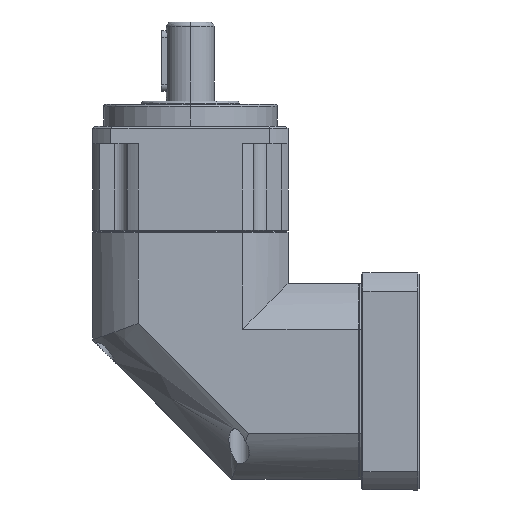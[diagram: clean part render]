
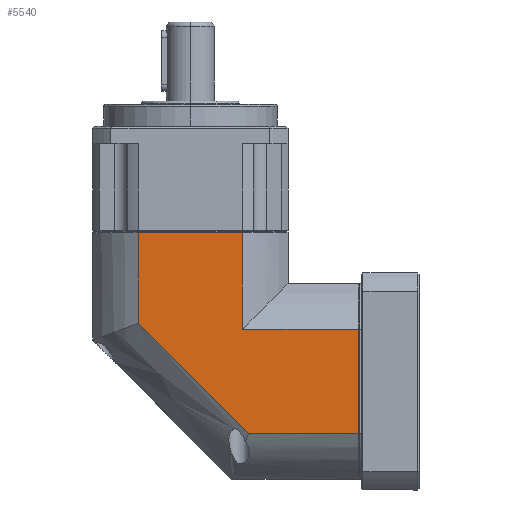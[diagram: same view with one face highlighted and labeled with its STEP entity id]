
A CAD part, left-side view. The second image highlights one B-rep face of the part: STEP entity #5540.
In plain terms, the highlighted face is planar.
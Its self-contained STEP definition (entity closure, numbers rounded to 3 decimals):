
#1099 = EDGE_CURVE ( 'NONE', #1180, #20556, #5030, .T. ) ;
#1180 = VERTEX_POINT ( 'NONE', #7452 ) ;
#1247 = VECTOR ( 'NONE', #6698, 1000. ) ;
#1323 = ORIENTED_EDGE ( 'NONE', *, *, #5377, .F. ) ;
#1444 = ORIENTED_EDGE ( 'NONE', *, *, #8289, .F. ) ;
#1512 = VECTOR ( 'NONE', #4166, 1000. ) ;
#1775 = FACE_OUTER_BOUND ( 'NONE', #2708, .T. ) ;
#2091 = VERTEX_POINT ( 'NONE', #6341 ) ;
#2708 = EDGE_LOOP ( 'NONE', ( #8412, #1444, #5909, #1323, #10495, #22613, #15590, #8025 ) ) ;
#2864 = VECTOR ( 'NONE', #12502, 1000. ) ;
#3048 = DIRECTION ( 'NONE',  ( 0., -1., 0. ) ) ;
#3961 = B_SPLINE_CURVE_WITH_KNOTS ( 'NONE', 3,
 ( #21484, #9208, #16272, #5675 ),
 .UNSPECIFIED., .F., .F.,
 ( 4, 4 ),
 ( 0., 1. ),
 .UNSPECIFIED. ) ;
#4166 = DIRECTION ( 'NONE',  ( 0., -1., 0. ) ) ;
#4417 = VECTOR ( 'NONE', #18085, 1000. ) ;
#5030 = LINE ( 'NONE', #9333, #14508 ) ;
#5377 = EDGE_CURVE ( 'NONE', #2091, #14107, #19865, .T. ) ;
#5540 = ADVANCED_FACE ( 'NONE', ( #1775 ), #6387, .F. ) ;
#5650 = EDGE_CURVE ( 'NONE', #19978, #18617, #20402, .T. ) ;
#5675 = CARTESIAN_POINT ( 'NONE',  ( 45.1, -69., 0. ) ) ;
#5909 = ORIENTED_EDGE ( 'NONE', *, *, #15688, .F. ) ;
#6242 = CARTESIAN_POINT ( 'NONE',  ( 45.1, -90., 0. ) ) ;
#6341 = CARTESIAN_POINT ( 'NONE',  ( 0.5, -21., 0. ) ) ;
#6387 = PLANE ( 'NONE',  #17493 ) ;
#6447 = CARTESIAN_POINT ( 'NONE',  ( 42.357, -21., 0. ) ) ;
#6698 = DIRECTION ( 'NONE',  ( -1., 0., 0. ) ) ;
#6922 = CARTESIAN_POINT ( 'NONE',  ( 45.1, -69., 0. ) ) ;
#7134 = VERTEX_POINT ( 'NONE', #19914 ) ;
#7452 = CARTESIAN_POINT ( 'NONE',  ( 93.1, -71.743, 0. ) ) ;
#7918 = CARTESIAN_POINT ( 'NONE',  ( 0.5, -60.5, 0. ) ) ;
#8025 = ORIENTED_EDGE ( 'NONE', *, *, #11695, .F. ) ;
#8289 = EDGE_CURVE ( 'NONE', #8942, #19978, #9303, .T. ) ;
#8412 = ORIENTED_EDGE ( 'NONE', *, *, #5650, .F. ) ;
#8715 = CARTESIAN_POINT ( 'NONE',  ( 45.1, -90., 0. ) ) ;
#8942 = VERTEX_POINT ( 'NONE', #11046 ) ;
#9208 = CARTESIAN_POINT ( 'NONE',  ( 15.367, -69., 0. ) ) ;
#9303 = B_SPLINE_CURVE_WITH_KNOTS ( 'NONE', 3,
 ( #6922, #17488, #19226, #8715 ),
 .UNSPECIFIED., .F., .F.,
 ( 4, 4 ),
 ( 0., 1. ),
 .UNSPECIFIED. ) ;
#9333 = CARTESIAN_POINT ( 'NONE',  ( 93.1, -71.743, 0. ) ) ;
#9750 = DIRECTION ( 'NONE',  ( -0.707, 0.707, 0. ) ) ;
#9878 = CARTESIAN_POINT ( 'NONE',  ( 45.1, -122.5, 0. ) ) ;
#10095 = DIRECTION ( 'NONE',  ( 0., 0., 1. ) ) ;
#10495 = ORIENTED_EDGE ( 'NONE', *, *, #17492, .F. ) ;
#10872 = LINE ( 'NONE', #20700, #1247 ) ;
#11046 = CARTESIAN_POINT ( 'NONE',  ( 45.1, -69., 0. ) ) ;
#11242 = CARTESIAN_POINT ( 'NONE',  ( 93.1, -60.5, 0. ) ) ;
#11695 = EDGE_CURVE ( 'NONE', #18617, #7134, #16515, .T. ) ;
#12041 = CARTESIAN_POINT ( 'NONE',  ( 45.1, -60.5, 0. ) ) ;
#12502 = DIRECTION ( 'NONE',  ( 1., 0., 0. ) ) ;
#14107 = VERTEX_POINT ( 'NONE', #14439 ) ;
#14439 = CARTESIAN_POINT ( 'NONE',  ( 0.5, -69., 0. ) ) ;
#14508 = VECTOR ( 'NONE', #9750, 1000. ) ;
#15590 = ORIENTED_EDGE ( 'NONE', *, *, #22082, .F. ) ;
#15688 = EDGE_CURVE ( 'NONE', #14107, #8942, #3961, .T. ) ;
#15763 = VECTOR ( 'NONE', #3048, 1000. ) ;
#16272 = CARTESIAN_POINT ( 'NONE',  ( 30.233, -69., 0. ) ) ;
#16515 = LINE ( 'NONE', #22927, #2864 ) ;
#17488 = CARTESIAN_POINT ( 'NONE',  ( 45.1, -76., 0. ) ) ;
#17492 = EDGE_CURVE ( 'NONE', #20556, #2091, #10872, .T. ) ;
#17493 = AXIS2_PLACEMENT_3D ( 'NONE', #20560, #10095, #22344 ) ;
#17988 = LINE ( 'NONE', #11242, #4417 ) ;
#18085 = DIRECTION ( 'NONE',  ( 0., 1., 0. ) ) ;
#18617 = VERTEX_POINT ( 'NONE', #9878 ) ;
#19226 = CARTESIAN_POINT ( 'NONE',  ( 45.1, -83., 0. ) ) ;
#19865 = LINE ( 'NONE', #7918, #1512 ) ;
#19914 = CARTESIAN_POINT ( 'NONE',  ( 93.1, -122.5, 0. ) ) ;
#19978 = VERTEX_POINT ( 'NONE', #6242 ) ;
#20402 = LINE ( 'NONE', #12041, #15763 ) ;
#20556 = VERTEX_POINT ( 'NONE', #6447 ) ;
#20560 = CARTESIAN_POINT ( 'NONE',  ( 57.05, -60.5, 0. ) ) ;
#20700 = CARTESIAN_POINT ( 'NONE',  ( 57.05, -21., 0. ) ) ;
#21484 = CARTESIAN_POINT ( 'NONE',  ( 0.5, -69., 0. ) ) ;
#22082 = EDGE_CURVE ( 'NONE', #7134, #1180, #17988, .T. ) ;
#22344 = DIRECTION ( 'NONE',  ( 1., 0., 0. ) ) ;
#22613 = ORIENTED_EDGE ( 'NONE', *, *, #1099, .F. ) ;
#22927 = CARTESIAN_POINT ( 'NONE',  ( 57.05, -122.5, 0. ) ) ;
